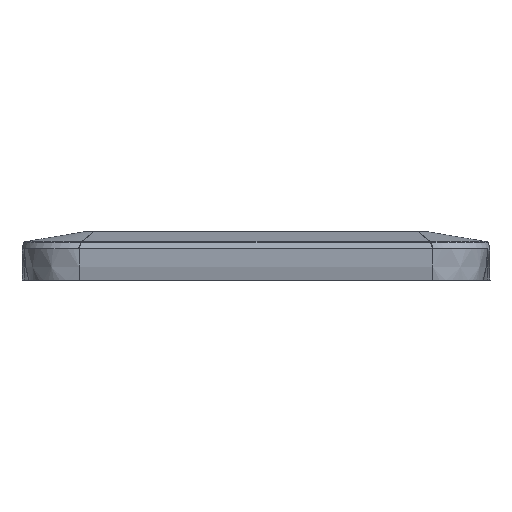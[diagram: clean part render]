
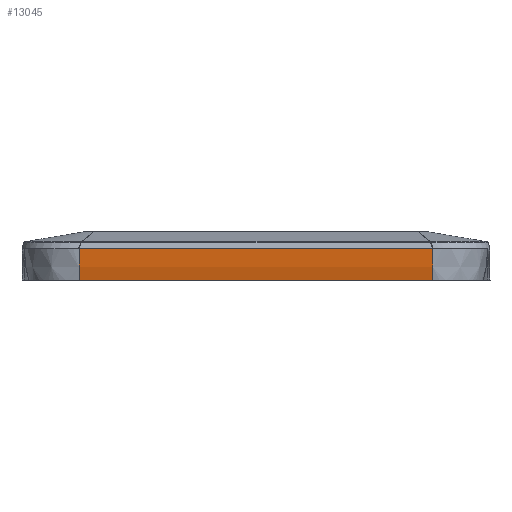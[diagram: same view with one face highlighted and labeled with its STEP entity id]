
A CAD part, front view. The second image highlights one B-rep face of the part: STEP entity #13045.
In plain terms, the highlighted free-form (B-spline) face has degree [5, 2] with [12, 3] control points.
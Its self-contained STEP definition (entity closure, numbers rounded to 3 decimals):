
#12934=CARTESIAN_POINT('Vertex',(-31.,-39.8,0.)) ;
#12938=CARTESIAN_POINT('Control Point',(-31.,-40.6,5.502)) ;
#12939=CARTESIAN_POINT('Control Point',(-31.,-40.41,1.886)) ;
#12940=CARTESIAN_POINT('Control Point',(-31.,-39.8,0.)) ;
#12941=CARTESIAN_POINT('Vertex',(-31.,-40.6,5.502)) ;
#12966=CARTESIAN_POINT('Control Point',(-31.,-40.6,5.502)) ;
#12967=CARTESIAN_POINT('Control Point',(-31.,-40.41,1.886)) ;
#12968=CARTESIAN_POINT('Control Point',(-31.,-39.8,0.)) ;
#12969=CARTESIAN_POINT('Control Point',(-26.809,-40.6,5.502)) ;
#12970=CARTESIAN_POINT('Control Point',(-26.868,-40.411,1.886)) ;
#12971=CARTESIAN_POINT('Control Point',(-26.988,-39.8,0.)) ;
#12972=CARTESIAN_POINT('Control Point',(-22.69,-40.6,5.502)) ;
#12973=CARTESIAN_POINT('Control Point',(-22.795,-40.425,1.88)) ;
#12974=CARTESIAN_POINT('Control Point',(-22.903,-39.8,0.)) ;
#12975=CARTESIAN_POINT('Control Point',(-18.56,-40.6,5.502)) ;
#12976=CARTESIAN_POINT('Control Point',(-18.671,-40.41,1.885)) ;
#12977=CARTESIAN_POINT('Control Point',(-18.757,-39.8,0.)) ;
#12978=CARTESIAN_POINT('Control Point',(-10.351,-40.6,5.502)) ;
#12979=CARTESIAN_POINT('Control Point',(-10.425,-40.41,1.885)) ;
#12980=CARTESIAN_POINT('Control Point',(-10.476,-39.8,0.)) ;
#12981=CARTESIAN_POINT('Control Point',(-2.155,-40.6,5.502)) ;
#12982=CARTESIAN_POINT('Control Point',(-2.169,-40.41,1.886)) ;
#12983=CARTESIAN_POINT('Control Point',(-2.179,-39.8,0.)) ;
#12984=CARTESIAN_POINT('Control Point',(1.954,-40.6,5.502)) ;
#12985=CARTESIAN_POINT('Control Point',(1.968,-40.41,1.886)) ;
#12986=CARTESIAN_POINT('Control Point',(1.976,-39.8,0.)) ;
#12987=CARTESIAN_POINT('Control Point',(10.19,-40.6,5.502)) ;
#12988=CARTESIAN_POINT('Control Point',(10.263,-40.41,1.885)) ;
#12989=CARTESIAN_POINT('Control Point',(10.313,-39.8,0.)) ;
#12990=CARTESIAN_POINT('Control Point',(18.439,-40.6,5.502)) ;
#12991=CARTESIAN_POINT('Control Point',(18.55,-40.41,1.885)) ;
#12992=CARTESIAN_POINT('Control Point',(18.635,-39.8,0.)) ;
#12993=CARTESIAN_POINT('Control Point',(22.609,-40.6,5.502)) ;
#12994=CARTESIAN_POINT('Control Point',(22.715,-40.425,1.88)) ;
#12995=CARTESIAN_POINT('Control Point',(22.823,-39.8,0.)) ;
#12996=CARTESIAN_POINT('Control Point',(26.768,-40.6,5.502)) ;
#12997=CARTESIAN_POINT('Control Point',(26.828,-40.411,1.886)) ;
#12998=CARTESIAN_POINT('Control Point',(26.949,-39.8,0.)) ;
#12999=CARTESIAN_POINT('Control Point',(31.,-40.6,5.502)) ;
#13000=CARTESIAN_POINT('Control Point',(31.,-40.41,1.886)) ;
#13001=CARTESIAN_POINT('Control Point',(31.,-39.8,0.)) ;
#13003=CARTESIAN_POINT('Control Point',(-31.,-39.8,0.)) ;
#13004=CARTESIAN_POINT('Control Point',(-26.988,-39.8,0.)) ;
#13005=CARTESIAN_POINT('Control Point',(-22.903,-39.8,0.)) ;
#13006=CARTESIAN_POINT('Control Point',(-18.757,-39.8,0.)) ;
#13007=CARTESIAN_POINT('Control Point',(-10.476,-39.8,0.)) ;
#13008=CARTESIAN_POINT('Control Point',(-2.179,-39.8,0.)) ;
#13009=CARTESIAN_POINT('Control Point',(1.976,-39.8,0.)) ;
#13010=CARTESIAN_POINT('Control Point',(10.313,-39.8,0.)) ;
#13011=CARTESIAN_POINT('Control Point',(18.635,-39.8,0.)) ;
#13012=CARTESIAN_POINT('Control Point',(22.823,-39.8,0.)) ;
#13013=CARTESIAN_POINT('Control Point',(26.949,-39.8,0.)) ;
#13014=CARTESIAN_POINT('Control Point',(31.,-39.8,0.)) ;
#13015=CARTESIAN_POINT('Vertex',(31.,-39.8,0.)) ;
#13019=CARTESIAN_POINT('Control Point',(31.,-40.6,5.502)) ;
#13020=CARTESIAN_POINT('Control Point',(31.,-40.41,1.886)) ;
#13021=CARTESIAN_POINT('Control Point',(31.,-39.8,0.)) ;
#13022=CARTESIAN_POINT('Vertex',(31.,-40.6,5.502)) ;
#13026=CARTESIAN_POINT('Control Point',(-31.,-40.6,5.502)) ;
#13027=CARTESIAN_POINT('Control Point',(-26.809,-40.6,5.502)) ;
#13028=CARTESIAN_POINT('Control Point',(-22.69,-40.6,5.502)) ;
#13029=CARTESIAN_POINT('Control Point',(-18.56,-40.6,5.502)) ;
#13030=CARTESIAN_POINT('Control Point',(-10.351,-40.6,5.502)) ;
#13031=CARTESIAN_POINT('Control Point',(-2.155,-40.6,5.502)) ;
#13032=CARTESIAN_POINT('Control Point',(1.954,-40.6,5.502)) ;
#13033=CARTESIAN_POINT('Control Point',(10.19,-40.6,5.502)) ;
#13034=CARTESIAN_POINT('Control Point',(18.439,-40.6,5.502)) ;
#13035=CARTESIAN_POINT('Control Point',(22.609,-40.6,5.502)) ;
#13036=CARTESIAN_POINT('Control Point',(26.768,-40.6,5.502)) ;
#13037=CARTESIAN_POINT('Control Point',(31.,-40.6,5.502)) ;
#13040=ORIENTED_EDGE('',*,*,#12943,.T.) ;
#13041=ORIENTED_EDGE('',*,*,#13017,.F.) ;
#13042=ORIENTED_EDGE('',*,*,#13024,.F.) ;
#13043=ORIENTED_EDGE('',*,*,#13038,.T.) ;
#13045=ADVANCED_FACE('ED07516_A.1\\Corps principal',(#13044),#12965,.F.) ;
#12937=B_SPLINE_CURVE_WITH_KNOTS('',2,(#12938,#12939,#12940),.UNSPECIFIED.,.F.,.U.,(3,3),(0.,5.608),.UNSPECIFIED.) ;
#13002=B_SPLINE_CURVE_WITH_KNOTS('',5,(#13003,#13004,#13005,#13006,#13007,#13008,#13009,#13010,#13011,#13012,#13013,#13014),.UNSPECIFIED.,.F.,.U.,(6,3,3,6),(0.,20.561,41.238,62.),.UNSPECIFIED.) ;
#13018=B_SPLINE_CURVE_WITH_KNOTS('',2,(#13019,#13020,#13021),.UNSPECIFIED.,.F.,.U.,(3,3),(0.,5.608),.UNSPECIFIED.) ;
#13025=B_SPLINE_CURVE_WITH_KNOTS('',5,(#13026,#13027,#13028,#13029,#13030,#13031,#13032,#13033,#13034,#13035,#13036,#13037),.UNSPECIFIED.,.F.,.U.,(6,3,3,6),(0.,20.561,41.238,62.),.UNSPECIFIED.) ;
#12965=B_SPLINE_SURFACE_WITH_KNOTS('',5,2,((#12966,#12967,#12968),(#12969,#12970,#12971),(#12972,#12973,#12974),(#12975,#12976,#12977),(#12978,#12979,#12980),(#12981,#12982,#12983),(#12984,#12985,#12986),(#12987,#12988,#12989),(#12990,#12991,#12992),(#12993,#12994,#12995),(#12996,#12997,#12998),(#12999,#13000,#13001)),.UNSPECIFIED.,.F.,.F.,.U.,(6,3,3,6),(3,3),(0.,20.561,41.238,62.),(0.,5.608),.UNSPECIFIED.) ;
#12943=EDGE_CURVE('',#12942,#12935,#12937,.T.) ;
#13017=EDGE_CURVE('',#13016,#12935,#13002,.F.) ;
#13024=EDGE_CURVE('',#13023,#13016,#13018,.T.) ;
#13038=EDGE_CURVE('',#13023,#12942,#13025,.F.) ;
#13039=EDGE_LOOP('',(#13040,#13041,#13042,#13043)) ;
#13044=FACE_OUTER_BOUND('',#13039,.T.) ;
#12935=VERTEX_POINT('',#12934) ;
#12942=VERTEX_POINT('',#12941) ;
#13016=VERTEX_POINT('',#13015) ;
#13023=VERTEX_POINT('',#13022) ;
